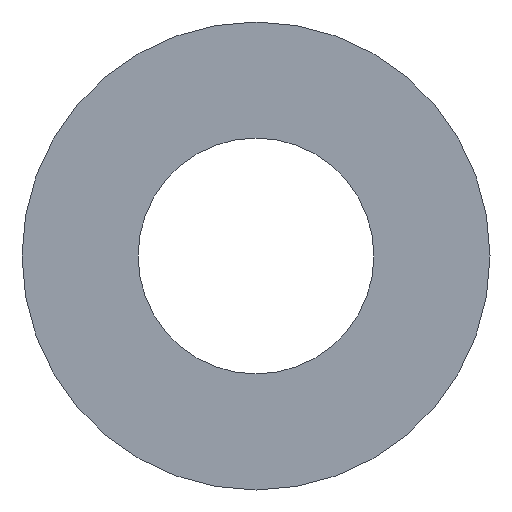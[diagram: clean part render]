
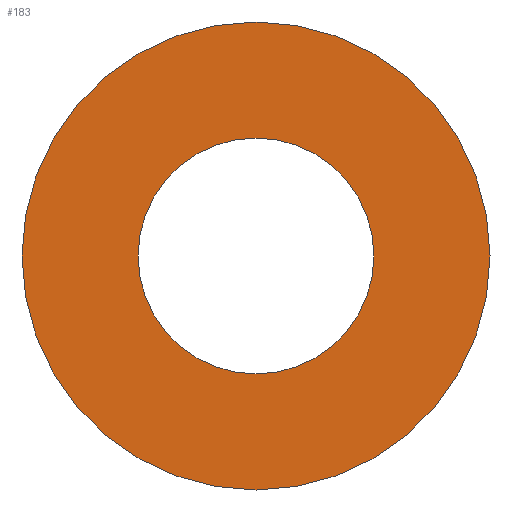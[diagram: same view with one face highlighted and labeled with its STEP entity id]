
A CAD part, left-side view. The second image highlights one B-rep face of the part: STEP entity #183.
In plain terms, the highlighted planar face has unit normal (-1, 0, 0).
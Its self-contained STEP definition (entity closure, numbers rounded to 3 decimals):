
#33=CARTESIAN_POINT('',(0.,51.,0.));
#34=VERTEX_POINT('',#33);
#41=CARTESIAN_POINT('',(0.,0.,0.));
#42=DIRECTION('',(1.,0.,0.));
#43=DIRECTION('',(0.,1.,0.));
#44=AXIS2_PLACEMENT_3D('',#41,#42,#43);
#45=CIRCLE('',#44,51.);
#46=EDGE_CURVE('',#34,#34,#45,.T.);
#148=CARTESIAN_POINT('',(0.,25.7,0.));
#149=VERTEX_POINT('',#148);
#156=CARTESIAN_POINT('',(0.,0.,0.));
#157=DIRECTION('',(1.,0.,0.));
#158=DIRECTION('',(0.,1.,0.));
#159=AXIS2_PLACEMENT_3D('',#156,#157,#158);
#160=CIRCLE('',#159,25.7);
#161=EDGE_CURVE('',#149,#149,#160,.T.);
#172=ORIENTED_EDGE('',*,*,#46,.F.);
#173=EDGE_LOOP('',(#172));
#174=FACE_OUTER_BOUND('',#173,.T.);
#175=ORIENTED_EDGE('',*,*,#161,.T.);
#176=EDGE_LOOP('',(#175));
#177=FACE_BOUND('',#176,.T.);
#178=CARTESIAN_POINT('',(0.,38.35,0.));
#179=DIRECTION('',(-1.,0.,0.));
#180=DIRECTION('',(0.,-1.,0.));
#181=AXIS2_PLACEMENT_3D('',#178,#179,#180);
#182=PLANE('',#181);
#183=ADVANCED_FACE('',(#174,#177),#182,.T.);
